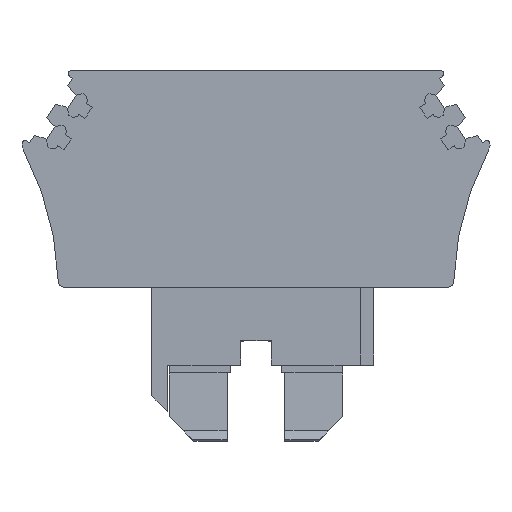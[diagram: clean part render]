
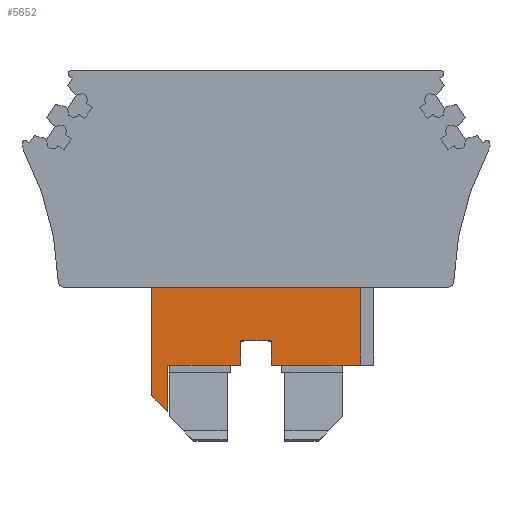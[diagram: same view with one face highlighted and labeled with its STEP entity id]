
A CAD part, left-side view. The second image highlights one B-rep face of the part: STEP entity #5652.
In plain terms, the highlighted planar face has unit normal (-1, 0, 0).
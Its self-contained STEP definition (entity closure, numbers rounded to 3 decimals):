
#5584=AXIS2_PLACEMENT_3D('Plane Axis2P3D',#5581,#5582,#5583) ;
#3815=CARTESIAN_POINT('Vertex',(0.95,27.576,12.559)) ;
#3818=CARTESIAN_POINT('Line Origine',(0.95,19.076,12.559)) ;
#3822=CARTESIAN_POINT('Vertex',(0.95,10.576,12.559)) ;
#5562=CARTESIAN_POINT('Line Origine',(0.95,27.576,8.134)) ;
#5566=CARTESIAN_POINT('Vertex',(0.95,27.576,3.709)) ;
#5581=CARTESIAN_POINT('Axis2P3D Location',(0.95,19.076,6.209)) ;
#5586=CARTESIAN_POINT('Line Origine',(0.95,20.326,7.209)) ;
#5590=CARTESIAN_POINT('Vertex',(0.95,20.326,6.209)) ;
#5592=CARTESIAN_POINT('Vertex',(0.95,20.326,8.209)) ;
#5595=CARTESIAN_POINT('Line Origine',(0.95,19.076,8.209)) ;
#5599=CARTESIAN_POINT('Vertex',(0.95,17.826,8.209)) ;
#5602=CARTESIAN_POINT('Line Origine',(0.95,17.826,7.209)) ;
#5606=CARTESIAN_POINT('Vertex',(0.95,17.826,6.209)) ;
#5609=CARTESIAN_POINT('Line Origine',(0.95,14.201,6.209)) ;
#5613=CARTESIAN_POINT('Vertex',(0.95,10.576,6.209)) ;
#5616=CARTESIAN_POINT('Line Origine',(0.95,10.576,9.384)) ;
#5621=CARTESIAN_POINT('Line Origine',(0.95,26.926,3.059)) ;
#5625=CARTESIAN_POINT('Vertex',(0.95,26.276,2.409)) ;
#5628=CARTESIAN_POINT('Line Origine',(0.95,26.276,4.309)) ;
#5632=CARTESIAN_POINT('Vertex',(0.95,26.276,6.209)) ;
#5635=CARTESIAN_POINT('Line Origine',(0.95,23.301,6.209)) ;
#3819=DIRECTION('Vector Direction',(0.,-1.,0.)) ;
#5563=DIRECTION('Vector Direction',(0.,0.,1.)) ;
#5582=DIRECTION('Axis2P3D Direction',(1.,0.,0.)) ;
#5583=DIRECTION('Axis2P3D XDirection',(0.,1.,0.)) ;
#5587=DIRECTION('Vector Direction',(0.,0.,1.)) ;
#5596=DIRECTION('Vector Direction',(0.,1.,0.)) ;
#5603=DIRECTION('Vector Direction',(0.,0.,-1.)) ;
#5610=DIRECTION('Vector Direction',(0.,1.,0.)) ;
#5617=DIRECTION('Vector Direction',(0.,0.,-1.)) ;
#5622=DIRECTION('Vector Direction',(0.,0.707,0.707)) ;
#5629=DIRECTION('Vector Direction',(0.,0.,-1.)) ;
#5636=DIRECTION('Vector Direction',(0.,1.,0.)) ;
#3820=VECTOR('Line Direction',#3819,1.) ;
#5564=VECTOR('Line Direction',#5563,1.) ;
#5588=VECTOR('Line Direction',#5587,1.) ;
#5597=VECTOR('Line Direction',#5596,1.) ;
#5604=VECTOR('Line Direction',#5603,1.) ;
#5611=VECTOR('Line Direction',#5610,1.) ;
#5618=VECTOR('Line Direction',#5617,1.) ;
#5623=VECTOR('Line Direction',#5622,1.) ;
#5630=VECTOR('Line Direction',#5629,1.) ;
#5637=VECTOR('Line Direction',#5636,1.) ;
#5641=ORIENTED_EDGE('',*,*,#5594,.T.) ;
#5642=ORIENTED_EDGE('',*,*,#5601,.F.) ;
#5643=ORIENTED_EDGE('',*,*,#5608,.T.) ;
#5644=ORIENTED_EDGE('',*,*,#5615,.F.) ;
#5645=ORIENTED_EDGE('',*,*,#5620,.F.) ;
#5646=ORIENTED_EDGE('',*,*,#3824,.F.) ;
#5647=ORIENTED_EDGE('',*,*,#5568,.F.) ;
#5648=ORIENTED_EDGE('',*,*,#5627,.F.) ;
#5649=ORIENTED_EDGE('',*,*,#5634,.F.) ;
#5650=ORIENTED_EDGE('',*,*,#5639,.F.) ;
#5652=ADVANCED_FACE('V2',(#5651),#5585,.F.) ;
#3824=EDGE_CURVE('',#3816,#3823,#3821,.T.) ;
#5568=EDGE_CURVE('',#5567,#3816,#5565,.T.) ;
#5594=EDGE_CURVE('',#5591,#5593,#5589,.T.) ;
#5601=EDGE_CURVE('',#5600,#5593,#5598,.T.) ;
#5608=EDGE_CURVE('',#5600,#5607,#5605,.T.) ;
#5615=EDGE_CURVE('',#5614,#5607,#5612,.T.) ;
#5620=EDGE_CURVE('',#3823,#5614,#5619,.T.) ;
#5627=EDGE_CURVE('',#5626,#5567,#5624,.T.) ;
#5634=EDGE_CURVE('',#5633,#5626,#5631,.T.) ;
#5639=EDGE_CURVE('',#5591,#5633,#5638,.T.) ;
#5640=EDGE_LOOP('',(#5641,#5642,#5643,#5644,#5645,#5646,#5647,#5648,#5649,#5650)) ;
#5651=FACE_OUTER_BOUND('',#5640,.T.) ;
#3821=LINE('Line',#3818,#3820) ;
#5565=LINE('Line',#5562,#5564) ;
#5589=LINE('Line',#5586,#5588) ;
#5598=LINE('Line',#5595,#5597) ;
#5605=LINE('Line',#5602,#5604) ;
#5612=LINE('Line',#5609,#5611) ;
#5619=LINE('Line',#5616,#5618) ;
#5624=LINE('Line',#5621,#5623) ;
#5631=LINE('Line',#5628,#5630) ;
#5638=LINE('Line',#5635,#5637) ;
#5585=PLANE('',#5584) ;
#3816=VERTEX_POINT('',#3815) ;
#3823=VERTEX_POINT('',#3822) ;
#5567=VERTEX_POINT('',#5566) ;
#5591=VERTEX_POINT('',#5590) ;
#5593=VERTEX_POINT('',#5592) ;
#5600=VERTEX_POINT('',#5599) ;
#5607=VERTEX_POINT('',#5606) ;
#5614=VERTEX_POINT('',#5613) ;
#5626=VERTEX_POINT('',#5625) ;
#5633=VERTEX_POINT('',#5632) ;
